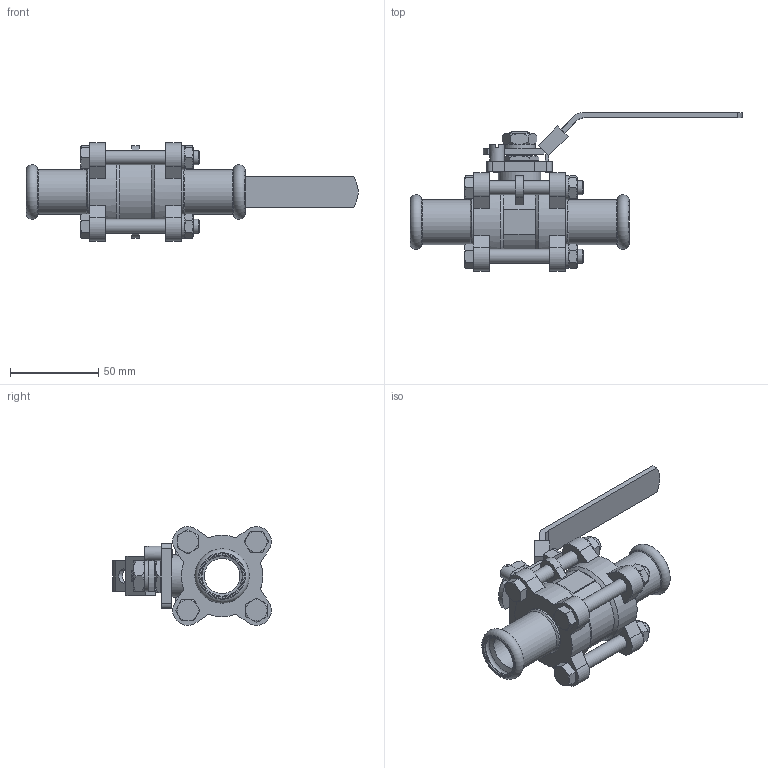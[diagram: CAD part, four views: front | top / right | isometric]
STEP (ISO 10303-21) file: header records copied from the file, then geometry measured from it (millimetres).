
FILE_DESCRIPTION(/* description */ ('Unknown'),/* implementation_level */ '2;1');
FILE_NAME(/* name */ 'P-641-DN20',/* time_stamp */ '2024-05-21T11:50:40+08:00',/* author */ ('Unknown'),/* organization */ ('Unknown'),/* preprocessor_version */ 'ST-DEVELOPER v16.7',/* originating_system */ 'DEX',/* authorisation */ $);
FILE_SCHEMA (('AUTOMOTIVE_DESIGN {1 0 10303 214 3 1 1}'));
Length unit declared in the file: millimetre
Products named in the file (2): P-641-DN20; V-3CSS DN20
Assembly tree (1 placements, depth 2):
  P-641-DN20
    V-3CSS DN20
Bounding box: 187.95 x 89.94 x 55.89 mm (x, y, z)
Volume: 132800.7 mm3; surface area: 51833.8 mm2
Topology: 1 solids, 1 shells, 401 faces, 995 edges, 613 vertices
Faces by surface type: plane 213, cone 109, cylinder 71, torus 8
Full cylindrical faces by diameter (mm): 4.2 x3, 7.938 x8, 8 x1, 8.3 x1, 8.5 x10, 11.3 x1, 11.7 x1, 16.2 x1, 20 x1, 22.8 x2, 24 x1, 25.5 x2, 27.3 x2, 46 x2
Entity records: 11624 total; most frequent: CARTESIAN_POINT 2516, DIRECTION 1835, ORIENTED_EDGE 1834, EDGE_CURVE 917, AXIS2_PLACEMENT_3D 709, VERTEX_POINT 594, EDGE_LOOP 517, FACE_BOUND 517
